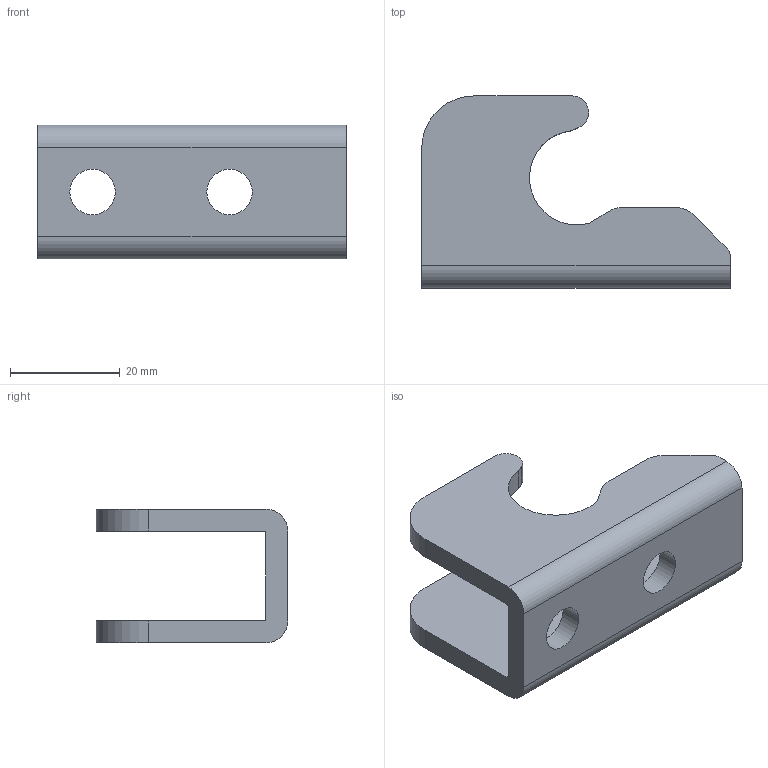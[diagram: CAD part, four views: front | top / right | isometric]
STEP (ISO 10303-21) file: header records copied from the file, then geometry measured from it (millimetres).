
FILE_DESCRIPTION(/* description */ (''),/* implementation_level */ '2;1');
FILE_NAME(/* name */ 'HLD187-CP.stp',/* time_stamp */ '2019-10-08T14:07:14+01:00',/* author */ ('RWilson'),/* organization */ (''),/* preprocessor_version */ 'ST-DEVELOPER v16.13',/* originating_system */ 'Autodesk Inventor 2018',/* authorisation */ '');
FILE_SCHEMA (('AUTOMOTIVE_DESIGN { 1 0 10303 214 3 1 1 }'));
Length unit declared in the file: millimetre
Products named in the file (1): 04-4000_STEP
Bounding box: 56.3 x 35 x 24.4 mm (x, y, z)
Volume: 12693.8 mm3; surface area: 7707 mm2
Topology: 1 solids, 1 shells, 36 faces, 104 edges, 70 vertices
Faces by surface type: cylinder 18, plane 18
Full cylindrical faces by diameter (mm): 8.3 x2
Entity records: 1226 total; most frequent: DIRECTION 210, CARTESIAN_POINT 205, ORIENTED_EDGE 200, EDGE_CURVE 100, AXIS2_PLACEMENT_3D 73, VERTEX_POINT 68, LINE 64, VECTOR 64
